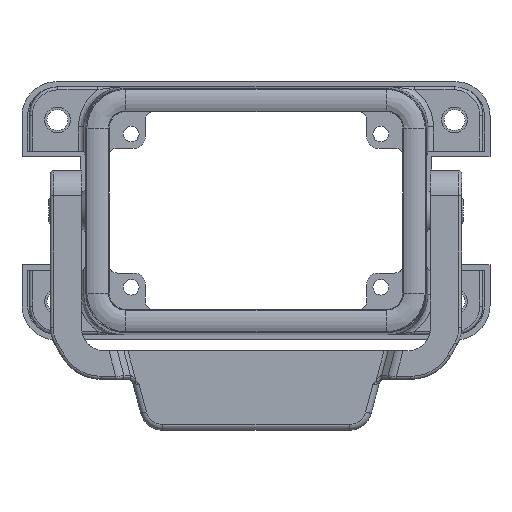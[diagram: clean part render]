
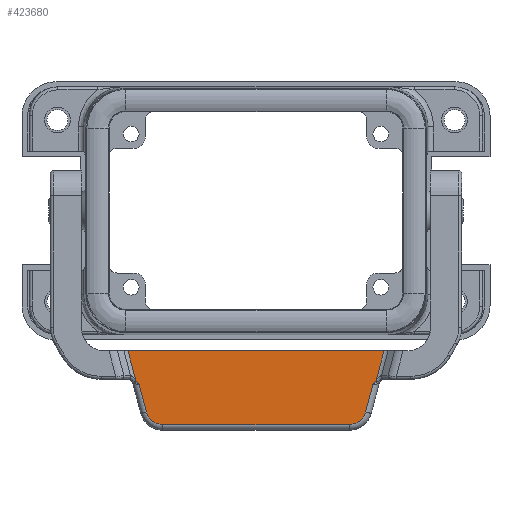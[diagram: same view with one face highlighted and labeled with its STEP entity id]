
A CAD part, top view. The second image highlights one B-rep face of the part: STEP entity #423680.
In plain terms, the highlighted face is planar.
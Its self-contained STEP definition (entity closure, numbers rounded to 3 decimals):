
#175330=CARTESIAN_POINT('',(6.086,54.562,
-41.2));
#175340=CARTESIAN_POINT('',(6.09,54.564,
-41.2));
#175350=CARTESIAN_POINT('',(6.094,54.567,
-41.2));
#175360=CARTESIAN_POINT('',(6.102,54.573,
-41.2));
#175370=CARTESIAN_POINT('',(6.107,54.575,
-41.2));
#175380=CARTESIAN_POINT('',(6.119,54.584,
-41.2));
#175390=CARTESIAN_POINT('',(6.128,54.589,
-41.2));
#175400=CARTESIAN_POINT('',(6.153,54.606,
-41.2));
#175410=CARTESIAN_POINT('',(6.17,54.617,
-41.2));
#175420=CARTESIAN_POINT('',(6.203,54.639,
-41.2));
#175430=CARTESIAN_POINT('',(6.22,54.65,
-41.2));
#175440=CARTESIAN_POINT('',(6.254,54.672,
-41.2));
#175450=CARTESIAN_POINT('',(6.271,54.683,
-41.2));
#175460=CARTESIAN_POINT('',(6.304,54.706,
-41.2));
#175470=CARTESIAN_POINT('',(6.321,54.717,
-41.2));
#175480=CARTESIAN_POINT('',(6.354,54.739,
-41.2));
#175490=CARTESIAN_POINT('',(6.371,54.751,
-41.2));
#175500=CARTESIAN_POINT('',(6.404,54.773,
-41.2));
#175510=CARTESIAN_POINT('',(6.42,54.785,
-41.2));
#175520=CARTESIAN_POINT('',(6.453,54.808,
-41.2));
#175530=CARTESIAN_POINT('',(6.47,54.819,
-41.2));
#175540=CARTESIAN_POINT('',(6.502,54.842,
-41.2));
#175550=CARTESIAN_POINT('',(6.519,54.854,
-41.2));
#175560=CARTESIAN_POINT('',(6.551,54.877,
-41.2));
#175570=CARTESIAN_POINT('',(6.567,54.889,
-41.2));
#175580=CARTESIAN_POINT('',(6.615,54.924,
-41.2));
#175590=CARTESIAN_POINT('',(6.647,54.948,
-41.2));
#175600=CARTESIAN_POINT('',(6.694,54.985,
-41.2));
#175610=CARTESIAN_POINT('',(6.71,54.997,
-41.2));
#175620=CARTESIAN_POINT('',(6.748,55.028,
-41.2));
#175630=CARTESIAN_POINT('',(6.771,55.047,
-41.2));
#175640=CARTESIAN_POINT('',(6.817,55.086,
-41.2));
#175650=CARTESIAN_POINT('',(6.84,55.105,
-41.2));
#175660=CARTESIAN_POINT('',(6.862,55.125,
-41.2));
#175670=B_SPLINE_CURVE_WITH_KNOTS('',3,(#175330,#175340,#175350,#175360,
#175370,#175380,#175390,#175400,#175410,#175420,#175430,#175440,#175450,
#175460,#175470,#175480,#175490,#175500,#175510,#175520,#175530,#175540,
#175550,#175560,#175570,#175580,#175590,#175600,#175610,#175620,#175630,
#175640,#175650,#175660),.UNSPECIFIED.,.F.,.F.,(4,2,2,2,2,2,2,2,2,2,2,2,
2,2,2,2,4),(0.,0.016,0.032,0.064,
0.128,0.192,0.256,0.32,
0.383,0.446,0.509,0.571,
0.632,0.754,0.814,0.903,
0.992),.UNSPECIFIED.);
#175680=CARTESIAN_POINT('',(6.086,54.562,
-41.2));
#175690=VERTEX_POINT('',#175680);
#175700=CARTESIAN_POINT('',(6.862,55.125,
-41.2));
#175710=VERTEX_POINT('',#175700);
#175720=EDGE_CURVE('',#175690,#175710,#175670,.T.);
#190930=CARTESIAN_POINT('',(6.086,13.345,
-41.2));
#190940=VERTEX_POINT('',#190930);
#352830=CARTESIAN_POINT('',(-0.914,50.384,
-41.2));
#352840=VERTEX_POINT('',#352830);
#352930=CARTESIAN_POINT('',(-0.914,17.523,
-41.2));
#352940=VERTEX_POINT('',#352930);
#352970=CARTESIAN_POINT('',(-0.914,2.953,
-41.2));
#352980=DIRECTION('',(0.,-1.,0.));
#352990=VECTOR('',#352980,1.);
#353000=LINE('',#352970,#352990);
#353010=EDGE_CURVE('',#352840,#352940,#353000,.T.);
#353230=CARTESIAN_POINT('',(1.309,14.625,
-41.2));
#353240=VERTEX_POINT('',#353230);
#353270=CARTESIAN_POINT('',(2.086,17.523,
-41.2));
#353280=DIRECTION('',(0.,0.,-1.));
#353290=DIRECTION('',(0.,1.,0.));
#353300=AXIS2_PLACEMENT_3D('',#353270,#353280,#353290);
#353310=CIRCLE('',#353300,3.);
#353320=EDGE_CURVE('',#353240,#352940,#353310,.T.);
#353510=CARTESIAN_POINT('',(371.199,-84.487,
-41.2));
#353520=DIRECTION('',(0.966,-0.259,
0.));
#353530=VECTOR('',#353520,1.);
#353540=LINE('',#353510,#353530);
#353550=EDGE_CURVE('',#353240,#190940,#353540,.T.);
#422490=CARTESIAN_POINT('',(1.309,53.282,
-41.2));
#422500=VERTEX_POINT('',#422490);
#422530=CARTESIAN_POINT('',(371.199,152.393,
-41.2));
#422540=DIRECTION('',(0.966,0.259,
0.));
#422550=VECTOR('',#422540,1.);
#422560=LINE('',#422530,#422550);
#422570=EDGE_CURVE('',#422500,#175690,#422560,.T.);
#422750=CARTESIAN_POINT('',(2.086,50.384,
-41.2));
#422760=DIRECTION('',(0.,0.,-1.));
#422770=DIRECTION('',(0.,1.,0.));
#422780=AXIS2_PLACEMENT_3D('',#422750,#422760,#422770);
#422790=CIRCLE('',#422780,3.);
#422800=EDGE_CURVE('',#352840,#422500,#422790,.T.);
#422940=CARTESIAN_POINT('',(6.086,33.953,
-41.2));
#422950=DIRECTION('',(0.,0.,-1.));
#422960=DIRECTION('',(0.,1.,0.));
#422970=AXIS2_PLACEMENT_3D('',#422940,#422950,#422960);
#422980=PLANE('',#422970);
#422990=ORIENTED_EDGE('',*,*,#422570,.T.);
#423000=ORIENTED_EDGE('',*,*,#422800,.T.);
#423010=ORIENTED_EDGE('',*,*,#353010,.F.);
#423020=ORIENTED_EDGE('',*,*,#353320,.T.);
#423030=ORIENTED_EDGE('',*,*,#353550,.F.);
#423040=CARTESIAN_POINT('',(6.086,13.345,
-41.2));
#423050=CARTESIAN_POINT('',(6.09,13.342,
-41.2));
#423060=CARTESIAN_POINT('',(6.094,13.339,
-41.2));
#423070=CARTESIAN_POINT('',(6.102,13.334,
-41.2));
#423080=CARTESIAN_POINT('',(6.107,13.331,
-41.2));
#423090=CARTESIAN_POINT('',(6.119,13.323,
-41.2));
#423100=CARTESIAN_POINT('',(6.128,13.317,
-41.2));
#423110=CARTESIAN_POINT('',(6.153,13.301,
-41.2));
#423120=CARTESIAN_POINT('',(6.17,13.29,
-41.2));
#423130=CARTESIAN_POINT('',(6.203,13.268,
-41.2));
#423140=CARTESIAN_POINT('',(6.22,13.256,
-41.2));
#423150=CARTESIAN_POINT('',(6.254,13.234,
-41.2));
#423160=CARTESIAN_POINT('',(6.271,13.223,
-41.2));
#423170=CARTESIAN_POINT('',(6.304,13.201,
-41.2));
#423180=CARTESIAN_POINT('',(6.321,13.19,
-41.2));
#423190=CARTESIAN_POINT('',(6.354,13.167,
-41.2));
#423200=CARTESIAN_POINT('',(6.371,13.156,
-41.2));
#423210=CARTESIAN_POINT('',(6.404,13.133,
-41.2));
#423220=CARTESIAN_POINT('',(6.42,13.122,
-41.2));
#423230=CARTESIAN_POINT('',(6.453,13.099,
-41.2));
#423240=CARTESIAN_POINT('',(6.47,13.087,
-41.2));
#423250=CARTESIAN_POINT('',(6.502,13.064,
-41.2));
#423260=CARTESIAN_POINT('',(6.519,13.053,
-41.2));
#423270=CARTESIAN_POINT('',(6.551,13.029,
-41.2));
#423280=CARTESIAN_POINT('',(6.567,13.018,
-41.2));
#423290=CARTESIAN_POINT('',(6.615,12.982,
-41.2));
#423300=CARTESIAN_POINT('',(6.647,12.958,
-41.2));
#423310=CARTESIAN_POINT('',(6.694,12.922,
-41.2));
#423320=CARTESIAN_POINT('',(6.71,12.909,
-41.2));
#423330=CARTESIAN_POINT('',(6.748,12.879,
-41.2));
#423340=CARTESIAN_POINT('',(6.771,12.86,
-41.2));
#423350=CARTESIAN_POINT('',(6.817,12.821,
-41.2));
#423360=CARTESIAN_POINT('',(6.84,12.801,
-41.2));
#423370=CARTESIAN_POINT('',(6.862,12.782,
-41.2));
#423380=B_SPLINE_CURVE_WITH_KNOTS('',3,(#423040,#423050,#423060,#423070,
#423080,#423090,#423100,#423110,#423120,#423130,#423140,#423150,#423160,
#423170,#423180,#423190,#423200,#423210,#423220,#423230,#423240,#423250,
#423260,#423270,#423280,#423290,#423300,#423310,#423320,#423330,#423340,
#423350,#423360,#423370),.UNSPECIFIED.,.F.,.F.,(4,2,2,2,2,2,2,2,2,2,2,2,
2,2,2,2,4),(0.,0.016,0.032,0.064,
0.128,0.192,0.256,0.32,
0.383,0.446,0.509,0.571,
0.632,0.754,0.814,0.903,
0.992),.UNSPECIFIED.);
#423390=CARTESIAN_POINT('',(6.862,12.782,
-41.2));
#423400=VERTEX_POINT('',#423390);
#423410=EDGE_CURVE('',#190940,#423400,#423380,.T.);
#423420=ORIENTED_EDGE('',*,*,#423410,.F.);
#423430=CARTESIAN_POINT('',(371.199,-84.842,
-41.2));
#423440=DIRECTION('',(0.966,-0.259,
0.));
#423450=VECTOR('',#423440,1.);
#423460=LINE('',#423430,#423450);
#423470=CARTESIAN_POINT('',(12.086,11.382,
-41.2));
#423480=VERTEX_POINT('',#423470);
#423490=EDGE_CURVE('',#423400,#423480,#423460,.T.);
#423500=ORIENTED_EDGE('',*,*,#423490,.F.);
#423510=CARTESIAN_POINT('',(12.086,2.953,
-41.2));
#423520=DIRECTION('',(0.,-1.,0.));
#423530=VECTOR('',#423520,1.);
#423540=LINE('',#423510,#423530);
#423550=CARTESIAN_POINT('',(12.086,56.524,
-41.2));
#423560=VERTEX_POINT('',#423550);
#423570=EDGE_CURVE('',#423560,#423480,#423540,.T.);
#423580=ORIENTED_EDGE('',*,*,#423570,.T.);
#423590=CARTESIAN_POINT('',(371.199,152.748,
-41.2));
#423600=DIRECTION('',(-0.966,-0.259,
0.));
#423610=VECTOR('',#423600,1.);
#423620=LINE('',#423590,#423610);
#423630=EDGE_CURVE('',#423560,#175710,#423620,.T.);
#423640=ORIENTED_EDGE('',*,*,#423630,.F.);
#423650=ORIENTED_EDGE('',*,*,#175720,.T.);
#423660=EDGE_LOOP('',(#423650,#423640,#423580,#423500,#423420,#423030,
#423020,#423010,#423000,#422990));
#423670=FACE_OUTER_BOUND('',#423660,.T.);
#423680=ADVANCED_FACE('',(#423670),#422980,.T.);
